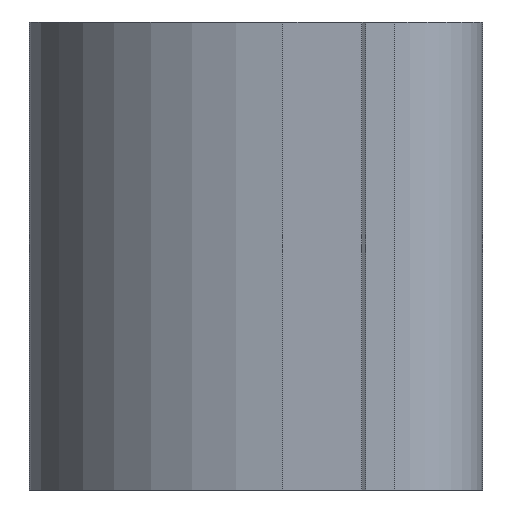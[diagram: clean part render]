
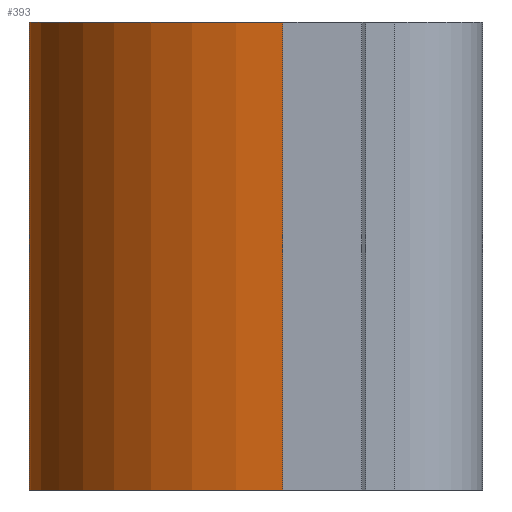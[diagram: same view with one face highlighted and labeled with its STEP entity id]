
A CAD part, left-side view. The second image highlights one B-rep face of the part: STEP entity #393.
In plain terms, the highlighted cylindrical face has radius 4.75 mm (diameter 9.5 mm), a partial arc.
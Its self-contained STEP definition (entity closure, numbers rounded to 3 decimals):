
#10 = CARTESIAN_POINT ( 'NONE',  ( 0., 0., 4. ) ) ;
#18 = EDGE_CURVE ( 'NONE', #149, #82, #567, .T. ) ;
#34 = AXIS2_PLACEMENT_3D ( 'NONE', #10, #42, #107 ) ;
#42 = DIRECTION ( 'NONE',  ( 0., 0., 1. ) ) ;
#45 = AXIS2_PLACEMENT_3D ( 'NONE', #295, #553, #325 ) ;
#65 = EDGE_CURVE ( 'NONE', #256, #178, #582, .T. ) ;
#82 = VERTEX_POINT ( 'NONE', #176 ) ;
#93 = ORIENTED_EDGE ( 'NONE', *, *, #18, .T. ) ;
#104 = ORIENTED_EDGE ( 'NONE', *, *, #220, .T. ) ;
#107 = DIRECTION ( 'NONE',  ( 1., 0., 0. ) ) ;
#108 = ORIENTED_EDGE ( 'NONE', *, *, #65, .F. ) ;
#116 = ORIENTED_EDGE ( 'NONE', *, *, #555, .F. ) ;
#149 = VERTEX_POINT ( 'NONE', #577 ) ;
#176 = CARTESIAN_POINT ( 'NONE',  ( -4.732, 0.414, -4. ) ) ;
#178 = VERTEX_POINT ( 'NONE', #203 ) ;
#203 = CARTESIAN_POINT ( 'NONE',  ( -4.732, 0.414, 4. ) ) ;
#220 = EDGE_CURVE ( 'NONE', #256, #149, #492, .T. ) ;
#224 = LINE ( 'NONE', #515, #523 ) ;
#256 = VERTEX_POINT ( 'NONE', #430 ) ;
#295 = CARTESIAN_POINT ( 'NONE',  ( 0., 0., -4. ) ) ;
#325 = DIRECTION ( 'NONE',  ( 1., 0., 0. ) ) ;
#334 = CARTESIAN_POINT ( 'NONE',  ( 0., 0., 4. ) ) ;
#393 = ADVANCED_FACE ( 'NONE', ( #534 ), #496, .T. ) ;
#430 = CARTESIAN_POINT ( 'NONE',  ( 4.75, 0., 4. ) ) ;
#443 = EDGE_LOOP ( 'NONE', ( #93, #116, #108, #104 ) ) ;
#473 = DIRECTION ( 'NONE',  ( -1., 0., 0. ) ) ;
#492 = LINE ( 'NONE', #527, #497 ) ;
#496 = CYLINDRICAL_SURFACE ( 'NONE', #501, 4.75 ) ;
#497 = VECTOR ( 'NONE', #584, 1000. ) ;
#501 = AXIS2_PLACEMENT_3D ( 'NONE', #334, #532, #473 ) ;
#515 = CARTESIAN_POINT ( 'NONE',  ( -4.732, 0.414, 4. ) ) ;
#523 = VECTOR ( 'NONE', #588, 1000. ) ;
#527 = CARTESIAN_POINT ( 'NONE',  ( 4.75, 0., 4. ) ) ;
#532 = DIRECTION ( 'NONE',  ( 0., 0., -1. ) ) ;
#534 = FACE_OUTER_BOUND ( 'NONE', #443, .T. ) ;
#553 = DIRECTION ( 'NONE',  ( 0., 0., 1. ) ) ;
#555 = EDGE_CURVE ( 'NONE', #178, #82, #224, .T. ) ;
#567 = CIRCLE ( 'NONE', #45, 4.75 ) ;
#577 = CARTESIAN_POINT ( 'NONE',  ( 4.75, 0., -4. ) ) ;
#582 = CIRCLE ( 'NONE', #34, 4.75 ) ;
#584 = DIRECTION ( 'NONE',  ( 0., 0., -1. ) ) ;
#588 = DIRECTION ( 'NONE',  ( 0., 0., -1. ) ) ;
